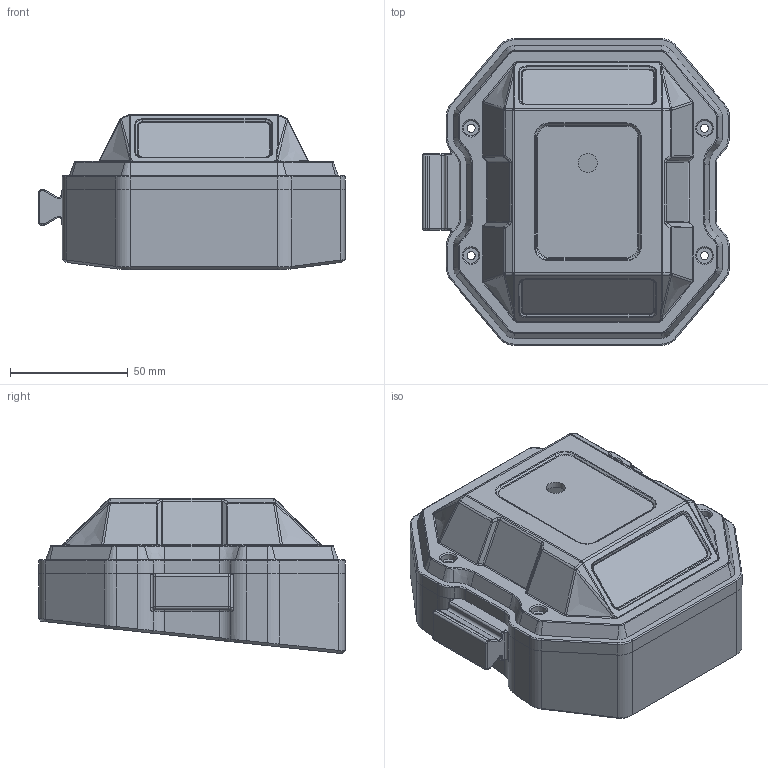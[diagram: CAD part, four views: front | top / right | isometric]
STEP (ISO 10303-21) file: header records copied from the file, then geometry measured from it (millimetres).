
FILE_DESCRIPTION(/* description */ ('STEP AP214'),/* implementation_level */ '2;1');
FILE_NAME(/* name */ 'Node.step',/* time_stamp */ '2025-11-30T21:58:19+05:30',/* author */ (''),/* organization */ (''),/* preprocessor_version */ 'ST-DEVELOPER v20.1',/* originating_system */ 'Autodesk Translation Framework v14.21.0.0',/* authorisation */ '');
FILE_SCHEMA (('AUTOMOTIVE_DESIGN { 1 0 10303 214 3 1 1 }'));
Products named in the file (3): Solar Panel with Camera Enclosure_Front_Rev1; Back; Solar Panel with Camera Enclosure_Back_Rev1
Assembly tree (2 placements, depth 3):
  Solar Panel with Camera Enclosure_Front_Rev1
    Back
      Solar Panel with Camera Enclosure_Back_Rev1
Bounding box: 130 x 130 x 65.87 mm (x, y, z)
Volume: 156875.3 mm3; surface area: 101867.4 mm2
Topology: 2 solids, 2 shells, 901 faces, 2231 edges, 1341 vertices
Faces by surface type: cylinder 280, plane 266, bspline 155, torus 100, cone 84, sphere 16
Full cylindrical faces by diameter (mm): 1.8 x4, 3.4 x8, 3.5 x4, 6.5 x4, 7.5 x4, 8 x1
Entity records: 47934 total; most frequent: CARTESIAN_POINT 27111, ORIENTED_EDGE 4418, DIRECTION 4330, EDGE_CURVE 2209, AXIS2_PLACEMENT_3D 1666, VERTEX_POINT 1341, LINE 998, VECTOR 998
